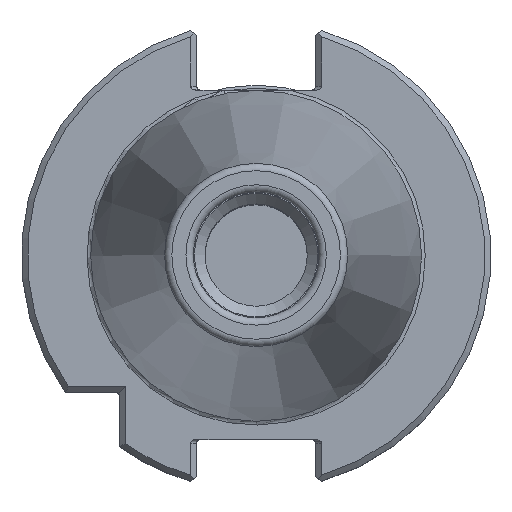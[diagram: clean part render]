
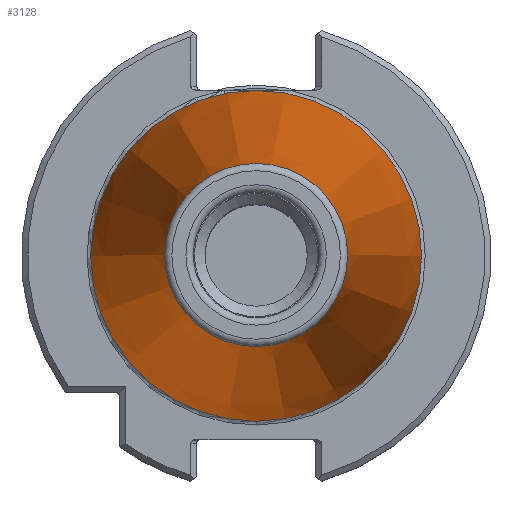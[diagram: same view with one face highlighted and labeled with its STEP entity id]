
A CAD part, top view. The second image highlights one B-rep face of the part: STEP entity #3128.
In plain terms, the highlighted conical face has half-angle 8.297 degrees and reference radius 22.395 mm.
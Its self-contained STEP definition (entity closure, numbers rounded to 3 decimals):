
#388=CONICAL_SURFACE('',#3331,22.395,0.145);
#487=ORIENTED_EDGE('',*,*,#1031,.F.);
#488=ORIENTED_EDGE('',*,*,#1033,.T.);
#1031=EDGE_CURVE('',#1323,#1323,#1539,.T.);
#1033=EDGE_CURVE('',#1325,#1325,#1541,.T.);
#1323=VERTEX_POINT('',#4343);
#1325=VERTEX_POINT('',#4349);
#1539=CIRCLE('',#3328,12.397);
#1541=CIRCLE('',#3332,22.395);
#1692=EDGE_LOOP('',(#487));
#1693=EDGE_LOOP('',(#488));
#1926=FACE_BOUND('',#1692,.T.);
#1927=FACE_BOUND('',#1693,.T.);
#3128=ADVANCED_FACE('',(#1926,#1927),#388,.T.);
#3328=AXIS2_PLACEMENT_3D('',#4342,#3694,#3695);
#3331=AXIS2_PLACEMENT_3D('',#4347,#3700,#3701);
#3332=AXIS2_PLACEMENT_3D('',#4348,#3702,#3703);
#3694=DIRECTION('',(0.,0.,1.));
#3695=DIRECTION('',(1.,0.,0.));
#3700=DIRECTION('',(0.,0.,-1.));
#3701=DIRECTION('',(-1.,0.,0.));
#3702=DIRECTION('',(0.,0.,1.));
#3703=DIRECTION('',(1.,0.,0.));
#4342=CARTESIAN_POINT('',(0.,0.,67.394));
#4343=CARTESIAN_POINT('',(12.397,0.,67.394));
#4347=CARTESIAN_POINT('',(0.,0.,-1.163));
#4348=CARTESIAN_POINT('',(0.,0.,-1.163));
#4349=CARTESIAN_POINT('',(22.395,0.,-1.163));
